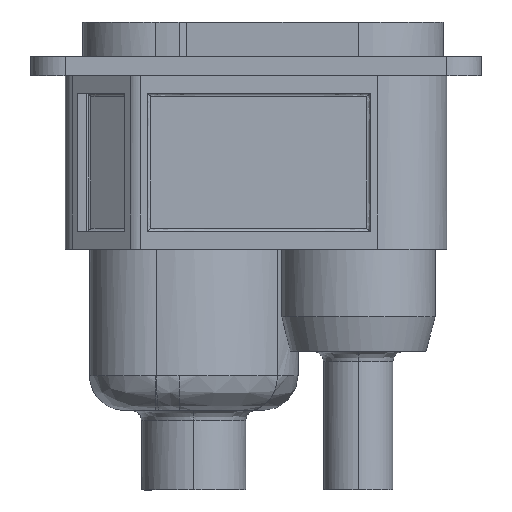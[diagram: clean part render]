
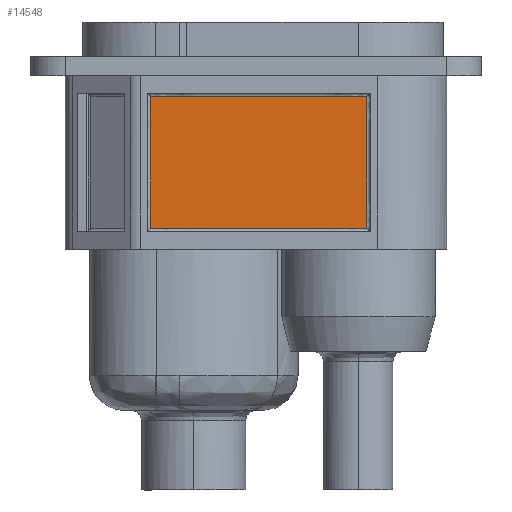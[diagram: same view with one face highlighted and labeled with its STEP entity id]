
A CAD part, left-side view. The second image highlights one B-rep face of the part: STEP entity #14548.
In plain terms, the highlighted free-form (B-spline) face has degree [1, 1] with [2, 2] control points.
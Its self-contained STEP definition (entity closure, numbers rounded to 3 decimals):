
#142 = EDGE_CURVE ( 'NONE', #1714, #11383, #949, .T. ) ;
#360 = ORIENTED_EDGE ( 'NONE', *, *, #5430, .F. ) ;
#363 = CARTESIAN_POINT ( 'NONE',  ( -32.5, -32., -44. ) ) ;
#667 = B_SPLINE_SURFACE_WITH_KNOTS ( 'NONE', 1, 1, ( 
 ( #16615, #15237 ),
 ( #2078, #5670 ) ),
 .UNSPECIFIED., .F., .F., .F.,
 ( 2, 2 ),
 ( 2, 2 ),
 ( 0., 1. ),
 ( 0., 1. ),
 .UNSPECIFIED. ) ;
#949 = B_SPLINE_CURVE_WITH_KNOTS ( 'NONE', 1,
 ( #14814, #9933 ),
 .UNSPECIFIED., .F., .F.,
 ( 2, 2 ),
 ( -1., 0. ),
 .UNSPECIFIED. ) ;
#1684 = VERTEX_POINT ( 'NONE', #16804 ) ;
#1714 = VERTEX_POINT ( 'NONE', #15433 ) ;
#2078 = CARTESIAN_POINT ( 'NONE',  ( -32.5, 30.333, -44. ) ) ;
#2961 = CARTESIAN_POINT ( 'NONE',  ( -32.5, -32., -44. ) ) ;
#4659 = EDGE_CURVE ( 'NONE', #11383, #9083, #12617, .T. ) ;
#5071 = CARTESIAN_POINT ( 'NONE',  ( -32.5, -32., -6. ) ) ;
#5430 = EDGE_CURVE ( 'NONE', #9083, #1684, #16119, .T. ) ;
#5541 = EDGE_CURVE ( 'NONE', #1684, #1714, #11100, .T. ) ;
#5670 = CARTESIAN_POINT ( 'NONE',  ( -32.5, 30.333, -6. ) ) ;
#5799 = ORIENTED_EDGE ( 'NONE', *, *, #142, .F. ) ;
#5882 = ORIENTED_EDGE ( 'NONE', *, *, #4659, .F. ) ;
#6852 = FACE_OUTER_BOUND ( 'NONE', #7428, .T. ) ;
#7428 = EDGE_LOOP ( 'NONE', ( #18427, #360, #5882, #5799 ) ) ;
#7777 = CARTESIAN_POINT ( 'NONE',  ( -32.5, -32., -44. ) ) ;
#9083 = VERTEX_POINT ( 'NONE', #2961 ) ;
#9933 = CARTESIAN_POINT ( 'NONE',  ( -32.5, -32., -6. ) ) ;
#11100 = B_SPLINE_CURVE_WITH_KNOTS ( 'NONE', 1,
 ( #14352, #16247 ),
 .UNSPECIFIED., .F., .F.,
 ( 2, 2 ),
 ( -1., 0. ),
 .UNSPECIFIED. ) ;
#11383 = VERTEX_POINT ( 'NONE', #5071 ) ;
#12617 = B_SPLINE_CURVE_WITH_KNOTS ( 'NONE', 1,
 ( #16395, #363 ),
 .UNSPECIFIED., .F., .F.,
 ( 2, 2 ),
 ( -1., 0. ),
 .UNSPECIFIED. ) ;
#13936 = CARTESIAN_POINT ( 'NONE',  ( -32.5, 30.333, -44. ) ) ;
#14352 = CARTESIAN_POINT ( 'NONE',  ( -32.5, 30.333, -44. ) ) ;
#14548 = ADVANCED_FACE ( 'NONE', ( #6852 ), #667, .F. ) ;
#14814 = CARTESIAN_POINT ( 'NONE',  ( -32.5, 30.333, -6. ) ) ;
#15237 = CARTESIAN_POINT ( 'NONE',  ( -32.5, -32., -6. ) ) ;
#15433 = CARTESIAN_POINT ( 'NONE',  ( -32.5, 30.333, -6. ) ) ;
#16119 = B_SPLINE_CURVE_WITH_KNOTS ( 'NONE', 1,
 ( #7777, #13936 ),
 .UNSPECIFIED., .F., .F.,
 ( 2, 2 ),
 ( -1., 0. ),
 .UNSPECIFIED. ) ;
#16247 = CARTESIAN_POINT ( 'NONE',  ( -32.5, 30.333, -6. ) ) ;
#16395 = CARTESIAN_POINT ( 'NONE',  ( -32.5, -32., -6. ) ) ;
#16615 = CARTESIAN_POINT ( 'NONE',  ( -32.5, -32., -44. ) ) ;
#16804 = CARTESIAN_POINT ( 'NONE',  ( -32.5, 30.333, -44. ) ) ;
#18427 = ORIENTED_EDGE ( 'NONE', *, *, #5541, .F. ) ;
